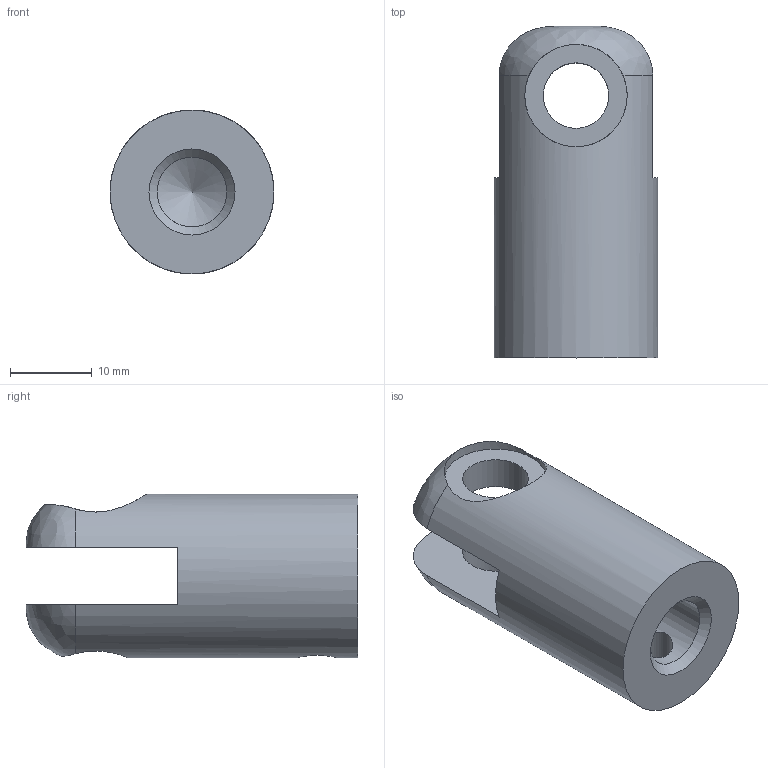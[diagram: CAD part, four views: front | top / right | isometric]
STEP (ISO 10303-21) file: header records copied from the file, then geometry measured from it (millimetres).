
FILE_DESCRIPTION(/* description */ (''),/* implementation_level */ '2;1');
FILE_NAME(/* name */ '41769.ipt.step',/* time_stamp */ '2022-07-18T12:53:24+02:00',/* author */ ('Abt. Technik'),/* organization */ (''),/* preprocessor_version */ 'ST-DEVELOPER v18.1',/* originating_system */ 'Autodesk Inventor 2022',/* authorisation */ '');
FILE_SCHEMA (('AUTOMOTIVE_DESIGN { 1 0 10303 214 3 1 1 }'));
Length unit declared in the file: millimetre
Products named in the file (1): 41769
Bounding box: 20 x 40.5 x 20 mm (x, y, z)
Volume: 7928.1 mm3; surface area: 4044 mm2
Topology: 1 solids, 1 shells, 17 faces, 50 edges, 34 vertices
Faces by surface type: plane 7, cylinder 6, cone 2, bspline 2
Full cylindrical faces by diameter (mm): 5 x1, 8 x2, 8.5 x1, 12.5 x1, 20 x1
Entity records: 846 total; most frequent: CARTESIAN_POINT 360, ORIENTED_EDGE 98, DIRECTION 82, EDGE_CURVE 49, VERTEX_POINT 34, AXIS2_PLACEMENT_3D 33, EDGE_LOOP 23, FACE_OUTER_BOUND 17
